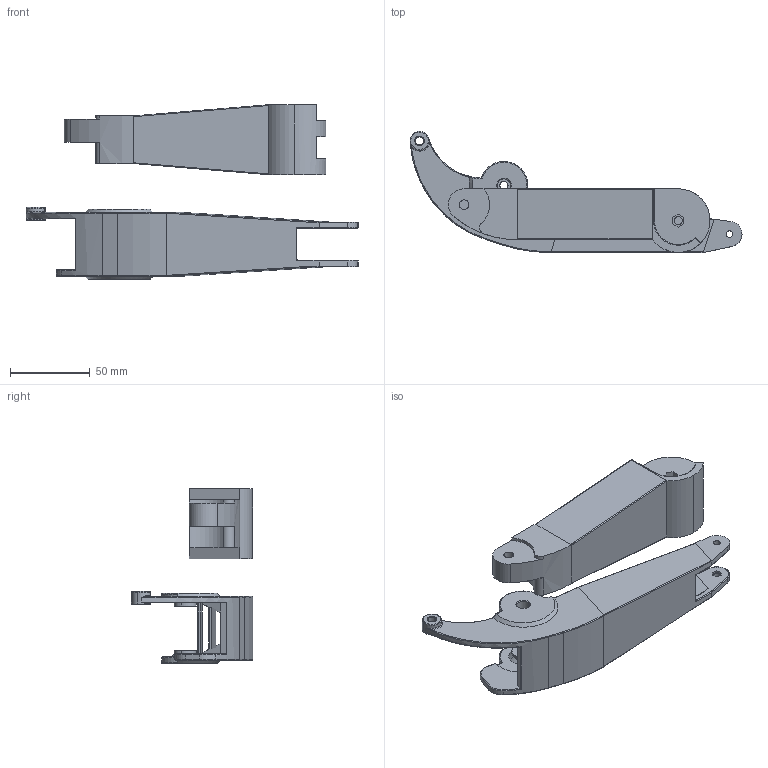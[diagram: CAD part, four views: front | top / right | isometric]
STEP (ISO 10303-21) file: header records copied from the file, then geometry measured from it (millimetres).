
FILE_DESCRIPTION (( 'STEP AP214' ), '1' );
FILE_NAME ('湖荂璃5.STEP', '2024-11-23T00:54:12', ( '' ), ( '' ), 'SwSTEP 2.0', 'SolidWorks 2023', '' );
FILE_SCHEMA (( 'AUTOMOTIVE_DESIGN' ));
Length unit declared in the file: millimetre
Products named in the file (3): CD连杆; 打印件5; BC连杆
Assembly tree (2 placements, depth 2):
  打印件5
    BC连杆
    CD连杆
Bounding box: 208.82 x 76.23 x 109.77 mm (x, y, z)
Volume: 161109.5 mm3; surface area: 70994.7 mm2
Topology: 2 solids, 2 shells, 292 faces, 755 edges, 469 vertices
Faces by surface type: cylinder 123, plane 96, torus 49, bspline 12, cone 8, sphere 4
Entity records: 9338 total; most frequent: CARTESIAN_POINT 2237, ORIENTED_EDGE 1498, DIRECTION 1477, EDGE_CURVE 749, AXIS2_PLACEMENT_3D 564, VERTEX_POINT 469, LINE 349, VECTOR 349
